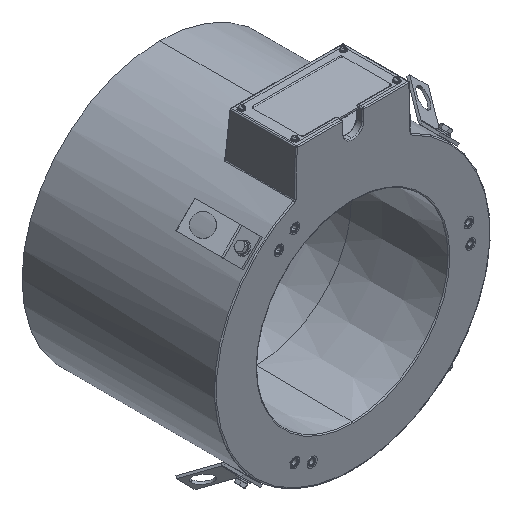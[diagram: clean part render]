
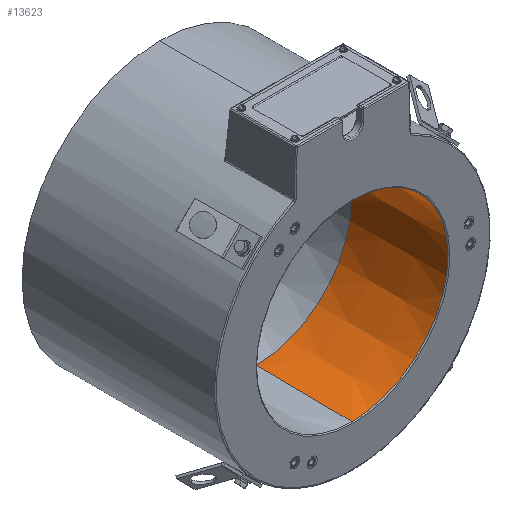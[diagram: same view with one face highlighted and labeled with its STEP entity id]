
A CAD part, isometric view. The second image highlights one B-rep face of the part: STEP entity #13623.
In plain terms, the highlighted conical face has half-angle 0.6 degrees and reference radius 196.405 mm.
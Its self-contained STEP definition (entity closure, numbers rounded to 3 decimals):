
#429 = CARTESIAN_POINT ( 'NONE',  ( 0., 200., -350. ) ) ;
#430 = DIRECTION ( 'NONE',  ( 0., -1., 0. ) ) ;
#437 = DIRECTION ( 'NONE',  ( 0., 0., -1. ) ) ;
#1666 = EDGE_CURVE ( 'NONE', #7331, #7324, #7498, .T. ) ;
#1683 = EDGE_CURVE ( 'NONE', #7324, #6385, #7524, .T. ) ;
#1701 = EDGE_CURVE ( 'NONE', #7318, #6385, #7551, .T. ) ;
#1764 = EDGE_CURVE ( 'NONE', #7331, #7318, #7643, .T. ) ;
#2111 = FACE_OUTER_BOUND ( 'NONE', #10128, .T. ) ;
#2120 = CONICAL_SURFACE ( 'NONE', #4946, 196.406, 0.01 ) ;
#4946 = AXIS2_PLACEMENT_3D ( 'NONE', #429, #430, #437 ) ;
#5272 = AXIS2_PLACEMENT_3D ( 'NONE', #11480, #11518, #11508 ) ;
#5356 = AXIS2_PLACEMENT_3D ( 'NONE', #14071, #14105, #14113 ) ;
#6385 = VERTEX_POINT ( 'NONE', #9443 ) ;
#7318 = VERTEX_POINT ( 'NONE', #9774 ) ;
#7324 = VERTEX_POINT ( 'NONE', #9742 ) ;
#7331 = VERTEX_POINT ( 'NONE', #9740 ) ;
#7486 = VECTOR ( 'NONE', #11348, 1000. ) ;
#7498 = LINE ( 'NONE', #11346, #7486 ) ;
#7517 = VECTOR ( 'NONE', #11596, 1000. ) ;
#7524 = CIRCLE ( 'NONE', #5272, 198.479 ) ;
#7551 = LINE ( 'NONE', #11604, #7517 ) ;
#7643 = CIRCLE ( 'NONE', #5356, 196.406 ) ;
#8583 = ORIENTED_EDGE ( 'NONE', *, *, #1666, .T. ) ;
#8590 = ORIENTED_EDGE ( 'NONE', *, *, #1764, .F. ) ;
#8621 = ORIENTED_EDGE ( 'NONE', *, *, #1683, .T. ) ;
#8635 = ORIENTED_EDGE ( 'NONE', *, *, #1701, .F. ) ;
#9443 = CARTESIAN_POINT ( 'NONE',  ( 0., 1.979, -151.521 ) ) ;
#9740 = CARTESIAN_POINT ( 'NONE',  ( 0., 200., -546.406 ) ) ;
#9742 = CARTESIAN_POINT ( 'NONE',  ( 0., 1.979, -548.479 ) ) ;
#9774 = CARTESIAN_POINT ( 'NONE',  ( 0., 200., -153.594 ) ) ;
#10128 = EDGE_LOOP ( 'NONE', ( #8635, #8590, #8583, #8621 ) ) ;
#11346 = CARTESIAN_POINT ( 'NONE',  ( 0., 200., -546.406 ) ) ;
#11348 = DIRECTION ( 'NONE',  ( 0., -1., -0.01 ) ) ;
#11480 = CARTESIAN_POINT ( 'NONE',  ( 0., 1.979, -350. ) ) ;
#11508 = DIRECTION ( 'NONE',  ( 0., 0., -1. ) ) ;
#11518 = DIRECTION ( 'NONE',  ( 0., -1., 0. ) ) ;
#11596 = DIRECTION ( 'NONE',  ( 0., -1., 0.01 ) ) ;
#11604 = CARTESIAN_POINT ( 'NONE',  ( 0., 200., -153.594 ) ) ;
#13623 = ADVANCED_FACE ( 'NONE', ( #2111 ), #2120, .F. ) ;
#14071 = CARTESIAN_POINT ( 'NONE',  ( 0., 200., -350. ) ) ;
#14105 = DIRECTION ( 'NONE',  ( 0., -1., 0. ) ) ;
#14113 = DIRECTION ( 'NONE',  ( 0., 0., -1. ) ) ;
